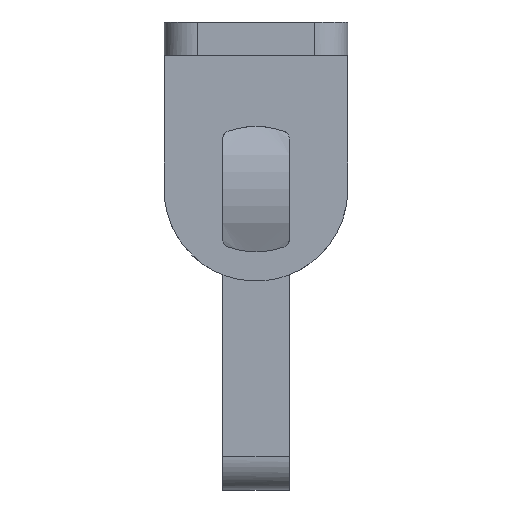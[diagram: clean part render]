
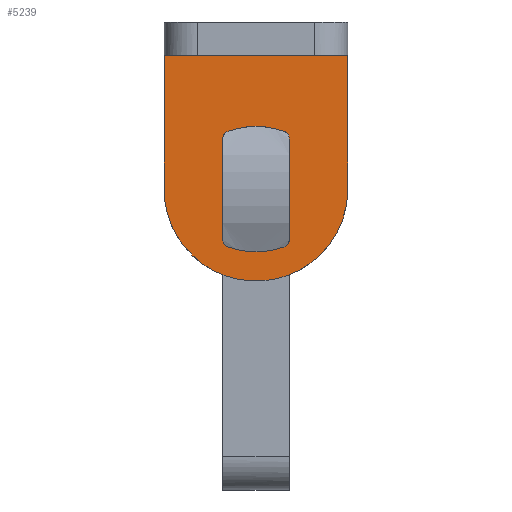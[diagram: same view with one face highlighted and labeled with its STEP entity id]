
A CAD part, left-side view. The second image highlights one B-rep face of the part: STEP entity #5239.
In plain terms, the highlighted free-form (B-spline) face has degree [1, 1] with [2, 2] control points.
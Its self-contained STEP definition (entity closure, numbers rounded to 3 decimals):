
#4894=CARTESIAN_POINT('',(-2.0,1.825,-1.745));
#4895=VERTEX_POINT('',#4894);
#4896=CARTESIAN_POINT('',(-2.0,1.825,1.745));
#4897=VERTEX_POINT('',#4896);
#4898=CARTESIAN_POINT('',(-2.0,1.825,-1.745));
#4899=CARTESIAN_POINT('',(-2.0,1.825,1.745));
#4900=QUASI_UNIFORM_CURVE('',1,(#4898,#4899),.UNSPECIFIED.,.F.,.U.);
#4901=EDGE_CURVE('',#4895,#4897,#4900,.T.);
#4939=CARTESIAN_POINT('',(-2.0,-1.825,-1.745));
#4940=VERTEX_POINT('',#4939);
#4941=CARTESIAN_POINT('',(-2.0,-1.825,-1.745));
#4942=CARTESIAN_POINT('',(-2.0,-1.079,-2.525));
#4943=CARTESIAN_POINT('',(-2.0,0.0,-2.525));
#4944=CARTESIAN_POINT('',(-2.0,1.079,-2.525));
#4945=CARTESIAN_POINT('',(-2.0,1.825,-1.745));
#4953=(BOUNDED_CURVE()B_SPLINE_CURVE(2,(#4941,#4942,#4943,#4944,#4945),.UNSPECIFIED.,.F.,.U.)B_SPLINE_CURVE_WITH_KNOTS((3,2,3),(0.0,0.5,1.0),.UNSPECIFIED.)CURVE()GEOMETRIC_REPRESENTATION_ITEM()RATIONAL_B_SPLINE_CURVE((1.0,0.92,1.0,0.92,1.0))REPRESENTATION_ITEM(''));
#4954=EDGE_CURVE('',#4940,#4895,#4953,.T.);
#4987=CARTESIAN_POINT('',(-2.0,-1.825,1.745));
#4988=VERTEX_POINT('',#4987);
#4989=CARTESIAN_POINT('',(-2.0,-1.825,1.745));
#4990=CARTESIAN_POINT('',(-2.0,-1.825,-1.745));
#4991=QUASI_UNIFORM_CURVE('',1,(#4989,#4990),.UNSPECIFIED.,.F.,.U.);
#4992=EDGE_CURVE('',#4988,#4940,#4991,.T.);
#5024=CARTESIAN_POINT('',(-2.0,1.825,1.745));
#5025=CARTESIAN_POINT('',(-2.0,1.079,2.525));
#5026=CARTESIAN_POINT('',(-2.0,0.0,2.525));
#5027=CARTESIAN_POINT('',(-2.0,-1.079,2.525));
#5028=CARTESIAN_POINT('',(-2.0,-1.825,1.745));
#5036=(BOUNDED_CURVE()B_SPLINE_CURVE(2,(#5024,#5025,#5026,#5027,#5028),.UNSPECIFIED.,.F.,.U.)B_SPLINE_CURVE_WITH_KNOTS((3,2,3),(0.0,0.5,1.0),.UNSPECIFIED.)CURVE()GEOMETRIC_REPRESENTATION_ITEM()RATIONAL_B_SPLINE_CURVE((1.0,0.92,1.0,0.92,1.0))REPRESENTATION_ITEM(''));
#5037=EDGE_CURVE('',#4897,#4988,#5036,.T.);
#5077=CARTESIAN_POINT('',(-2.0,-5.5,0.));
#5078=VERTEX_POINT('',#5077);
#5079=CARTESIAN_POINT('',(-2.0,5.5,0.));
#5080=VERTEX_POINT('',#5079);
#5081=CARTESIAN_POINT('',(-2.0,-5.5,0.));
#5082=CARTESIAN_POINT('',(-2.,-5.5,-3.175));
#5083=CARTESIAN_POINT('',(-2.0,-2.75,-4.763));
#5084=CARTESIAN_POINT('',(-2.,0.,-6.351));
#5085=CARTESIAN_POINT('',(-2.0,2.75,-4.763));
#5086=CARTESIAN_POINT('',(-2.,5.5,-3.175));
#5087=CARTESIAN_POINT('',(-2.0,5.5,0.0));
#5095=(BOUNDED_CURVE()B_SPLINE_CURVE(2,(#5081,#5082,#5083,#5084,#5085,#5086,#5087),.UNSPECIFIED.,.F.,.U.)B_SPLINE_CURVE_WITH_KNOTS((3,2,2,3),(0.0,0.333,0.667,1.0),.UNSPECIFIED.)CURVE()GEOMETRIC_REPRESENTATION_ITEM()RATIONAL_B_SPLINE_CURVE((1.0,0.866,1.0,0.866,1.0,0.866,1.0))REPRESENTATION_ITEM(''));
#5096=EDGE_CURVE('',#5078,#5080,#5095,.T.);
#5169=CARTESIAN_POINT('',(-2.0,5.5,8.));
#5170=VERTEX_POINT('',#5169);
#5171=CARTESIAN_POINT('',(-2.0,5.5,8.));
#5172=CARTESIAN_POINT('',(-2.0,5.5,0.));
#5173=QUASI_UNIFORM_CURVE('',1,(#5171,#5172),.UNSPECIFIED.,.F.,.U.);
#5174=EDGE_CURVE('',#5170,#5080,#5173,.T.);
#5202=CARTESIAN_POINT('',(-2.0,-5.5,8.));
#5203=VERTEX_POINT('',#5202);
#5209=CARTESIAN_POINT('',(-2.0,-5.5,0.));
#5210=CARTESIAN_POINT('',(-2.0,-5.5,8.));
#5211=QUASI_UNIFORM_CURVE('',1,(#5209,#5210),.UNSPECIFIED.,.F.,.U.);
#5212=EDGE_CURVE('',#5078,#5203,#5211,.T.);
#5218=CARTESIAN_POINT('',(-2.0,-6.049,8.674));
#5219=CARTESIAN_POINT('',(-2.0,6.049,8.674));
#5220=CARTESIAN_POINT('',(-2.0,-6.049,-6.174));
#5221=CARTESIAN_POINT('',(-2.0,6.049,-6.174));
#5222=B_SPLINE_SURFACE_WITH_KNOTS('',1,1,((#5218,#5220),(#5219,#5221)),.UNSPECIFIED.,.F.,.F.,.U.,(2,2),(2,2),(0.0,12.099),(0.0,14.849),.UNSPECIFIED.);
#5223=ORIENTED_EDGE('',*,*,#5212,.T.);
#5224=CARTESIAN_POINT('',(-2.0,-5.5,8.));
#5225=CARTESIAN_POINT('',(-2.0,5.5,8.));
#5226=QUASI_UNIFORM_CURVE('',1,(#5224,#5225),.UNSPECIFIED.,.F.,.U.);
#5227=EDGE_CURVE('',#5203,#5170,#5226,.T.);
#5228=ORIENTED_EDGE('',*,*,#5227,.T.);
#5229=ORIENTED_EDGE('',*,*,#5174,.T.);
#5230=ORIENTED_EDGE('',*,*,#5096,.F.);
#5231=EDGE_LOOP('',(#5223,#5228,#5229,#5230));
#5232=FACE_OUTER_BOUND('',#5231,.T.);
#5233=ORIENTED_EDGE('',*,*,#5037,.T.);
#5234=ORIENTED_EDGE('',*,*,#4992,.T.);
#5235=ORIENTED_EDGE('',*,*,#4954,.T.);
#5236=ORIENTED_EDGE('',*,*,#4901,.T.);
#5237=EDGE_LOOP('',(#5233,#5234,#5235,#5236));
#5238=FACE_BOUND('',#5237,.T.);
#5239=ADVANCED_FACE('',(#5232,#5238),#5222,.T.);
